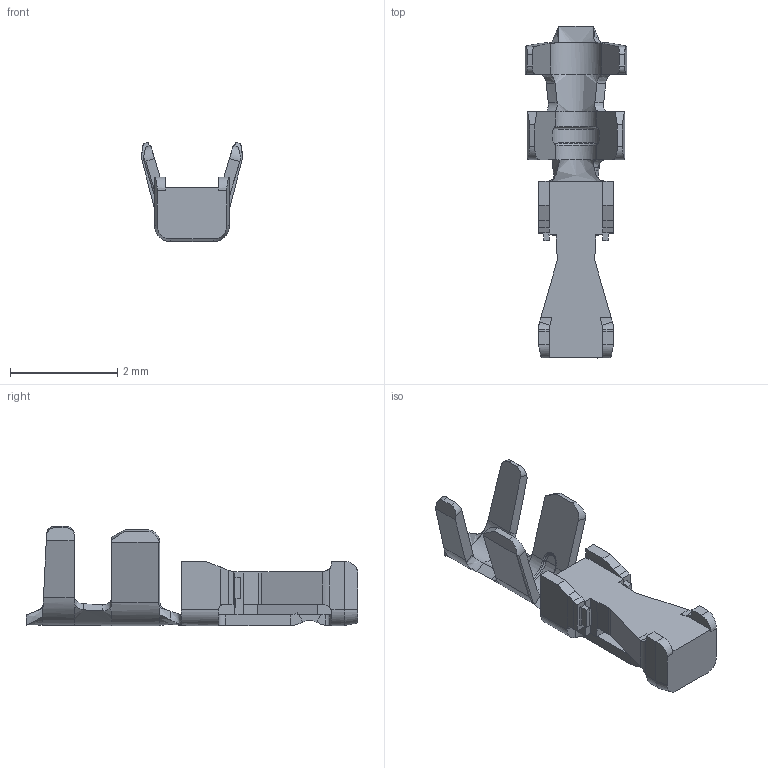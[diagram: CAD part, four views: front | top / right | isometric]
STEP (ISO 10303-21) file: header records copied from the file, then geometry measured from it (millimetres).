
FILE_DESCRIPTION( ('This file contains a STEP AP42 implementation' ,'as created by ZW3D STEP Interface translator.') ,'2;1' );
FILE_NAME( '3122B-TPXX01.stp' ,'251217. 95516', (''), ('ZWCAD Software Co.'), 'Version 1.0', 'ZW3D to STEP translator', '' );
FILE_SCHEMA(('AUTOMOTIVE_DESIGN { 1 0 10303 214 1 1 1 1 }'));
Length unit declared in the file: millimetre
Products named in the file (2): 0; 3122B-TPXX01
Bounding box: 1.9 x 6.2 x 1.85 mm (x, y, z)
Volume: 5 mm3; surface area: 37 mm2
Topology: 1 solids, 1 shells, 232 faces, 606 edges, 376 vertices
Faces by surface type: plane 126, bspline 65, cylinder 37, torus 4
Entity records: 9033 total; most frequent: CARTESIAN_POINT 3622, ORIENTED_EDGE 1212, DIRECTION 853, EDGE_CURVE 606, VECTOR 379, LINE 379, VERTEX_POINT 376, AXIS2_PLACEMENT_3D 237
